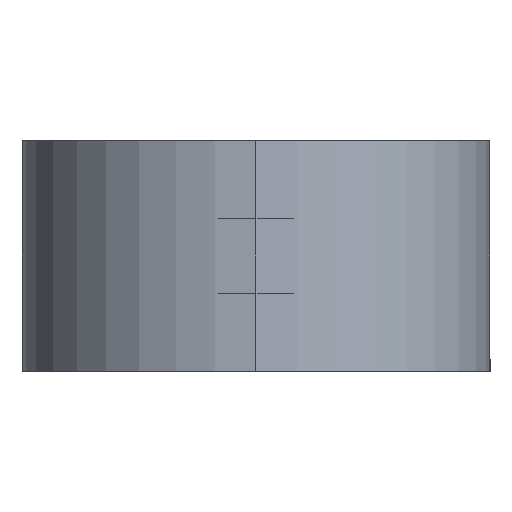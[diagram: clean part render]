
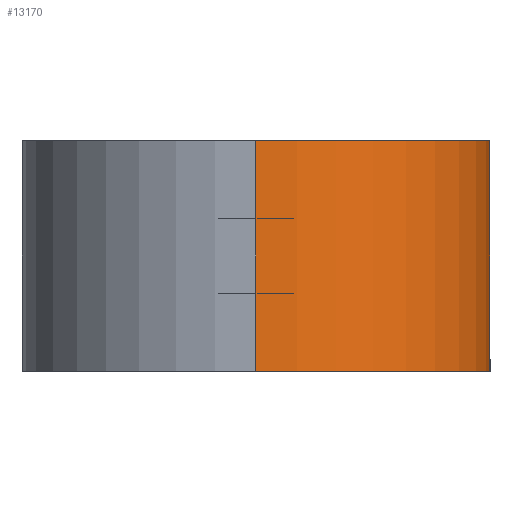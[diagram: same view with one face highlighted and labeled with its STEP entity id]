
A CAD part, left-side view. The second image highlights one B-rep face of the part: STEP entity #13170.
In plain terms, the highlighted cylindrical face has radius 6.2 mm (diameter 12.4 mm), a partial arc.
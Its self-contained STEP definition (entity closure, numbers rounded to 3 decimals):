
#360 = EDGE_CURVE ( 'NONE', #19589, #35187, #12013, .T. ) ;
#737 = DIRECTION ( 'NONE',  ( 0., 0., -1. ) ) ;
#1107 = CARTESIAN_POINT ( 'NONE',  ( -120.65, -6.2, 3.05 ) ) ;
#1133 = DIRECTION ( 'NONE',  ( 0., 0., -1. ) ) ;
#1154 = CARTESIAN_POINT ( 'NONE',  ( -120.65, 0., 3.05 ) ) ;
#4239 = DIRECTION ( 'NONE',  ( 1., 0., 0. ) ) ;
#4404 = EDGE_LOOP ( 'NONE', ( #20040, #34311, #22965, #22902 ) ) ;
#7450 = CYLINDRICAL_SURFACE ( 'NONE', #19684, 6.2 ) ;
#8493 = DIRECTION ( 'NONE',  ( 0., 0., 1. ) ) ;
#10314 = DIRECTION ( 'NONE',  ( 0., 0., -1. ) ) ;
#12013 = LINE ( 'NONE', #19250, #19223 ) ;
#13170 = ADVANCED_FACE ( 'NONE', ( #17530 ), #7450, .T. ) ;
#13175 = CARTESIAN_POINT ( 'NONE',  ( -126.85, 0., 1. ) ) ;
#13696 = VECTOR ( 'NONE', #1133, 1000. ) ;
#14936 = AXIS2_PLACEMENT_3D ( 'NONE', #26841, #8493, #29929 ) ;
#16156 = AXIS2_PLACEMENT_3D ( 'NONE', #1154, #22561, #4239 ) ;
#17278 = EDGE_CURVE ( 'NONE', #23957, #24550, #30000, .T. ) ;
#17530 = FACE_OUTER_BOUND ( 'NONE', #4404, .T. ) ;
#19223 = VECTOR ( 'NONE', #737, 1000. ) ;
#19250 = CARTESIAN_POINT ( 'NONE',  ( -120.65, -6.2, 1. ) ) ;
#19589 = VERTEX_POINT ( 'NONE', #1107 ) ;
#19684 = AXIS2_PLACEMENT_3D ( 'NONE', #22481, #10314, #31732 ) ;
#20040 = ORIENTED_EDGE ( 'NONE', *, *, #33079, .F. ) ;
#22089 = CIRCLE ( 'NONE', #16156, 6.2 ) ;
#22481 = CARTESIAN_POINT ( 'NONE',  ( -120.65, 0., 1. ) ) ;
#22561 = DIRECTION ( 'NONE',  ( 0., 0., 1. ) ) ;
#22902 = ORIENTED_EDGE ( 'NONE', *, *, #360, .F. ) ;
#22965 = ORIENTED_EDGE ( 'NONE', *, *, #34988, .T. ) ;
#23957 = VERTEX_POINT ( 'NONE', #29012 ) ;
#24550 = VERTEX_POINT ( 'NONE', #38120 ) ;
#26841 = CARTESIAN_POINT ( 'NONE',  ( -120.65, 0., -3.05 ) ) ;
#29012 = CARTESIAN_POINT ( 'NONE',  ( -126.85, 0., 3.05 ) ) ;
#29582 = CIRCLE ( 'NONE', #14936, 6.2 ) ;
#29929 = DIRECTION ( 'NONE',  ( 1., 0., 0. ) ) ;
#30000 = LINE ( 'NONE', #13175, #13696 ) ;
#31732 = DIRECTION ( 'NONE',  ( -1., 0., 0. ) ) ;
#33079 = EDGE_CURVE ( 'NONE', #23957, #19589, #22089, .T. ) ;
#33887 = CARTESIAN_POINT ( 'NONE',  ( -120.65, -6.2, -3.05 ) ) ;
#34311 = ORIENTED_EDGE ( 'NONE', *, *, #17278, .T. ) ;
#34988 = EDGE_CURVE ( 'NONE', #24550, #35187, #29582, .T. ) ;
#35187 = VERTEX_POINT ( 'NONE', #33887 ) ;
#38120 = CARTESIAN_POINT ( 'NONE',  ( -126.85, 0., -3.05 ) ) ;
